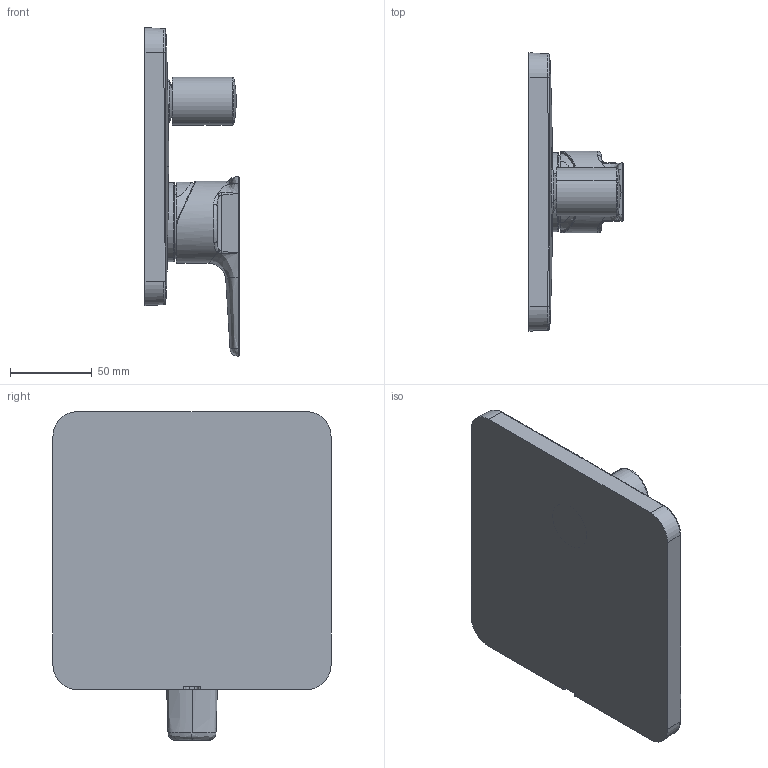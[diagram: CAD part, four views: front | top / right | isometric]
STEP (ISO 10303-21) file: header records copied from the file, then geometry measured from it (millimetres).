
FILE_DESCRIPTION(('CAx-IF Rec.Pracs.---Model Styling and Organization---1.2---2011-12-15','CAx-IF Rec.Pracs.---Geometric and Assembly Validation Properties---4.1---2014-06-16','CAx-IF Rec.Pracs.---PMI Polyline Presentation---2.0---2013-05-24'),'2;1');
FILE_NAME('1000111947_PPR_000.stp','2018-04-06T12:41:08+02:00',(''),(''),'STEP Interface 4.1 by CT CoreTechnologie','3D_Evolution4.1 by CT CoreTechnologie','');
FILE_SCHEMA(('AP203_CONFIGURATION_CONTROLLED_3D_DESIGN_OF_MECHANICAL_PARTS_AND_ASSEMBLIES_MIM_LF'));
Length unit declared in the file: millimetre
Products named in the file (9): P_2 AX Citterio E Wannenmischer UP FS 1000111947_PPR_000_A0; P_2 Umstellerhuelse geschr.WUP KUS 1000085976_PPA_000_A0; P_2 Rosette_WUPM_AXOR_Citterio_M 1000084456_PPA_000_A0; P_2 Zugknopf WUP-KUS 2001 chrom 1000110966_PPA_000_A0; P_2 Griff WUPM_DUPM_Axor Citterio Univer 1000075514_PPA_000_A0; Gewindestift DIN916-M4x10 1000004018_PPA_000_A0; P_2 HG Griffstopfen 1000084524_PPA_000_A0; P_2 Rosette Rotating Protector WT 2001 1000084493_PPA_000_A0; P_2 Gehaeuse WUP_DUP Citterio Basic chr 1000111102_PPA_000_A0
Assembly tree (8 placements, depth 2):
  P_2 AX Citterio E Wannenmischer UP FS 1000111947_PPR_000_A0
    P_2 Umstellerhuelse geschr.WUP KUS 1000085976_PPA_000_A0
    P_2 Rosette_WUPM_AXOR_Citterio_M 1000084456_PPA_000_A0
    P_2 Zugknopf WUP-KUS 2001 chrom 1000110966_PPA_000_A0
    P_2 Griff WUPM_DUPM_Axor Citterio Univer 1000075514_PPA_000_A0
    Gewindestift DIN916-M4x10 1000004018_PPA_000_A0
    P_2 HG Griffstopfen 1000084524_PPA_000_A0
    P_2 Rosette Rotating Protector WT 2001 1000084493_PPA_000_A0
    P_2 Gehaeuse WUP_DUP Citterio Basic chr 1000111102_PPA_000_A0
Bounding box: 57.5 x 170 x 201 mm (x, y, z)
Volume: 538794.9 mm3; surface area: 98086.3 mm2
Topology: 8 solids, 8 shells, 224 faces, 579 edges, 367 vertices
Faces by surface type: bspline 150, plane 50, cylinder 24
Entity records: 28777 total; most frequent: CARTESIAN_POINT 20665, ORIENTED_EDGE 1140, DIRECTION 872, EDGE_CURVE 570, VERTEX_POINT 367, AXIS2_PLACEMENT_3D 357, CIRCLE 274, EDGE_LOOP 229
